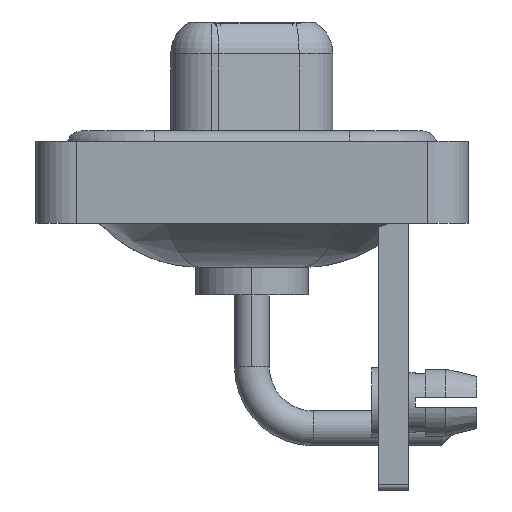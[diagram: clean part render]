
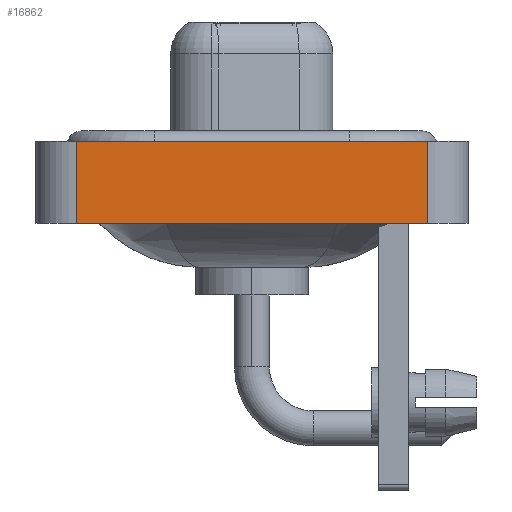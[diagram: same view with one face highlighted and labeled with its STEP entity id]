
A CAD part, left-side view. The second image highlights one B-rep face of the part: STEP entity #16862.
In plain terms, the highlighted planar face has unit normal (-1, 0, 0).
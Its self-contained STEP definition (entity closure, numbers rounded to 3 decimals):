
#344 = VERTEX_POINT ( 'NONE', #11685 ) ;
#766 = EDGE_CURVE ( 'NONE', #10528, #344, #14594, .T. ) ;
#790 = VECTOR ( 'NONE', #17428, 1000. ) ;
#1760 = DIRECTION ( 'NONE',  ( 0., -1., 0. ) ) ;
#1823 = CARTESIAN_POINT ( 'NONE',  ( -7.3, -8.55, -3.6 ) ) ;
#1868 = LINE ( 'NONE', #16142, #790 ) ;
#2221 = CARTESIAN_POINT ( 'NONE',  ( -7.3, -8.55, -3.6 ) ) ;
#2384 = LINE ( 'NONE', #16656, #5677 ) ;
#3178 = VERTEX_POINT ( 'NONE', #6376 ) ;
#3524 = LINE ( 'NONE', #9120, #12937 ) ;
#4925 = ORIENTED_EDGE ( 'NONE', *, *, #766, .T. ) ;
#5146 = DIRECTION ( 'NONE',  ( 0., 0., 1. ) ) ;
#5416 = EDGE_CURVE ( 'NONE', #15297, #344, #3524, .T. ) ;
#5677 = VECTOR ( 'NONE', #9619, 1000. ) ;
#6182 = VECTOR ( 'NONE', #7509, 1000. ) ;
#6376 = CARTESIAN_POINT ( 'NONE',  ( -7.3, 8.55, -3.6 ) ) ;
#7509 = DIRECTION ( 'NONE',  ( 0., 0., 1. ) ) ;
#7993 = ORIENTED_EDGE ( 'NONE', *, *, #5416, .F. ) ;
#8613 = ORIENTED_EDGE ( 'NONE', *, *, #17416, .F. ) ;
#9120 = CARTESIAN_POINT ( 'NONE',  ( -7.3, -8.55, 0.4 ) ) ;
#9421 = CARTESIAN_POINT ( 'NONE',  ( -7.3, -8.55, -3.6 ) ) ;
#9619 = DIRECTION ( 'NONE',  ( 0., -1., 0. ) ) ;
#9972 = AXIS2_PLACEMENT_3D ( 'NONE', #9421, #12318, #5146 ) ;
#10528 = VERTEX_POINT ( 'NONE', #2221 ) ;
#11294 = CARTESIAN_POINT ( 'NONE',  ( -7.3, 8.55, 0.4 ) ) ;
#11685 = CARTESIAN_POINT ( 'NONE',  ( -7.3, -8.55, 0.4 ) ) ;
#12097 = EDGE_CURVE ( 'NONE', #3178, #10528, #2384, .T. ) ;
#12318 = DIRECTION ( 'NONE',  ( -1., 0., 0. ) ) ;
#12380 = EDGE_LOOP ( 'NONE', ( #4925, #7993, #8613, #16369 ) ) ;
#12937 = VECTOR ( 'NONE', #1760, 1000. ) ;
#14594 = LINE ( 'NONE', #1823, #6182 ) ;
#15224 = FACE_OUTER_BOUND ( 'NONE', #12380, .T. ) ;
#15297 = VERTEX_POINT ( 'NONE', #11294 ) ;
#16142 = CARTESIAN_POINT ( 'NONE',  ( -7.3, 8.55, -3.6 ) ) ;
#16369 = ORIENTED_EDGE ( 'NONE', *, *, #12097, .T. ) ;
#16656 = CARTESIAN_POINT ( 'NONE',  ( -7.3, -8.55, -3.6 ) ) ;
#16862 = ADVANCED_FACE ( 'NONE', ( #15224 ), #18114, .T. ) ;
#17416 = EDGE_CURVE ( 'NONE', #3178, #15297, #1868, .T. ) ;
#17428 = DIRECTION ( 'NONE',  ( 0., 0., 1. ) ) ;
#18114 = PLANE ( 'NONE',  #9972 ) ;
